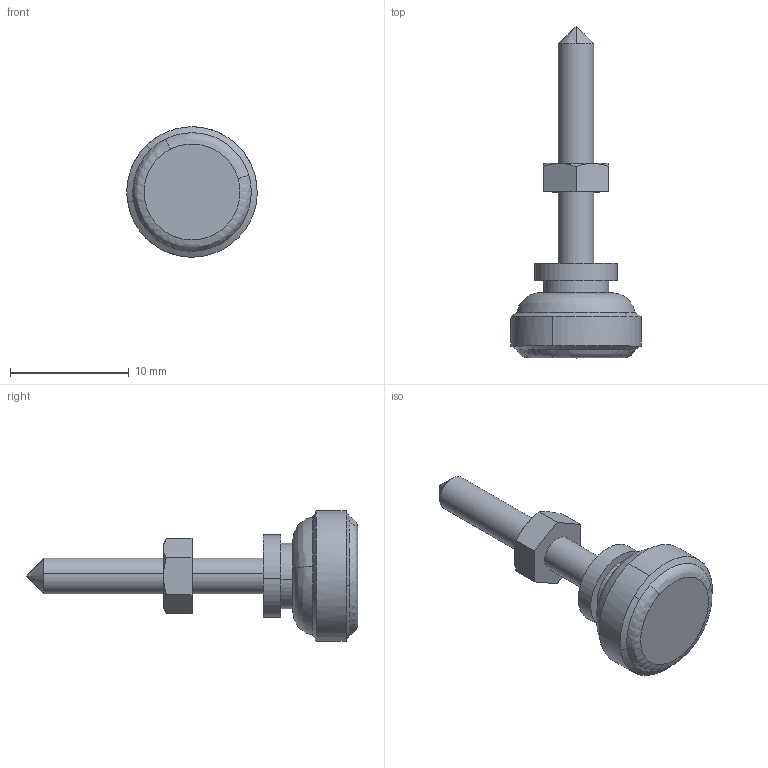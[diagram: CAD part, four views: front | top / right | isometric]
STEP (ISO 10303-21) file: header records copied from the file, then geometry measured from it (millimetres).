
FILE_DESCRIPTION((''),'2;1');
FILE_NAME('','2005-10-07T12:21:53',(''),(''),'','CADfix','');
FILE_SCHEMA(('AUTOMOTIVE_DESIGN'));
Length unit declared in the file: millimetre
Products named in the file (3): nut; knob; THA_188_2_1474_36
Assembly tree (2 placements, depth 2):
  THA_188_2_1474_36
    nut
    knob
Bounding box: 10.99 x 28 x 11 mm (x, y, z)
Volume: 711.4 mm3; surface area: 679.5 mm2
Topology: 2 solids, 2 shells, 36 faces, 114 edges, 83 vertices
Faces by surface type: bspline 36
Entity records: 1535 total; most frequent: CARTESIAN_POINT 868, ORIENTED_EDGE 224, EDGE_CURVE 112, VERTEX_POINT 83, EDGE_LOOP 41, FACE_OUTER_BOUND 36, ADVANCED_FACE 36, QUASI_UNIFORM_CURVE 30
